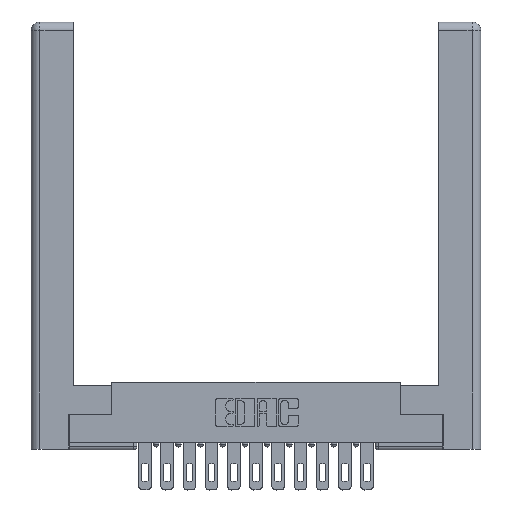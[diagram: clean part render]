
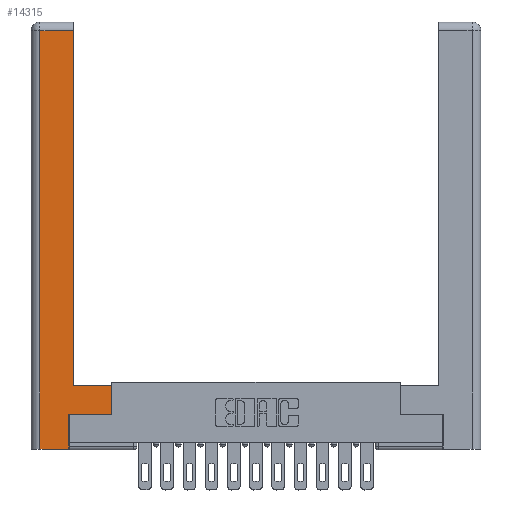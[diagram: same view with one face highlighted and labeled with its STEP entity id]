
A CAD part, top view. The second image highlights one B-rep face of the part: STEP entity #14315.
In plain terms, the highlighted planar face has unit normal (0, 0, 1).
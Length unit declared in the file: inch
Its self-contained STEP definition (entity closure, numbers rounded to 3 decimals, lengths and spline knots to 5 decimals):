
#818 = CARTESIAN_POINT ( 'NONE',  ( 0.295, 3., 0. ) ) ;
#1078 = ORIENTED_EDGE ( 'NONE', *, *, #11393, .T. ) ;
#1362 = CARTESIAN_POINT ( 'NONE',  ( 0.265, 0.245, 0. ) ) ;
#1491 = VERTEX_POINT ( 'NONE', #1362 ) ;
#1612 = DIRECTION ( 'NONE',  ( 1., 0., 0. ) ) ;
#2209 = EDGE_CURVE ( 'NONE', #9511, #15997, #14342, .T. ) ;
#2305 = EDGE_CURVE ( 'NONE', #15997, #11833, #4367, .T. ) ;
#2512 = CARTESIAN_POINT ( 'NONE',  ( 0.265, 0., 0. ) ) ;
#2566 = CARTESIAN_POINT ( 'NONE',  ( 0., 0., 0. ) ) ;
#3349 = CARTESIAN_POINT ( 'NONE',  ( 0.0615, 2.94, 0. ) ) ;
#3418 = LINE ( 'NONE', #15950, #11465 ) ;
#3630 = DIRECTION ( 'NONE',  ( 0., 1., 0. ) ) ;
#3721 = PLANE ( 'NONE',  #10031 ) ;
#3756 = VECTOR ( 'NONE', #13341, 39.37008 ) ;
#3820 = DIRECTION ( 'NONE',  ( -1., 0., 0. ) ) ;
#3958 = VECTOR ( 'NONE', #3630, 39.37008 ) ;
#4367 = LINE ( 'NONE', #15837, #3756 ) ;
#4938 = VECTOR ( 'NONE', #10789, 39.37008 ) ;
#5016 = CARTESIAN_POINT ( 'NONE',  ( 0.565, 0.245, 0. ) ) ;
#5295 = VECTOR ( 'NONE', #10035, 39.37008 ) ;
#6291 = EDGE_CURVE ( 'NONE', #10400, #1491, #10807, .T. ) ;
#6311 = LINE ( 'NONE', #2512, #9261 ) ;
#6492 = CARTESIAN_POINT ( 'NONE',  ( 0.565, 0.245, 0. ) ) ;
#6765 = CARTESIAN_POINT ( 'NONE',  ( 0.295, 0.45, 0. ) ) ;
#7999 = ORIENTED_EDGE ( 'NONE', *, *, #2209, .T. ) ;
#8424 = DIRECTION ( 'NONE',  ( -1., 0., 0. ) ) ;
#8546 = EDGE_CURVE ( 'NONE', #1491, #9511, #14652, .T. ) ;
#8775 = CARTESIAN_POINT ( 'NONE',  ( 0.265, 0.245, 0. ) ) ;
#8776 = VERTEX_POINT ( 'NONE', #3349 ) ;
#8879 = ORIENTED_EDGE ( 'NONE', *, *, #8546, .T. ) ;
#8992 = DIRECTION ( 'NONE',  ( 1., 0., 0. ) ) ;
#9221 = ORIENTED_EDGE ( 'NONE', *, *, #6291, .T. ) ;
#9243 = CARTESIAN_POINT ( 'NONE',  ( 0.265, 0., 0. ) ) ;
#9261 = VECTOR ( 'NONE', #8992, 39.37008 ) ;
#9472 = ORIENTED_EDGE ( 'NONE', *, *, #14283, .T. ) ;
#9511 = VERTEX_POINT ( 'NONE', #5016 ) ;
#9679 = VERTEX_POINT ( 'NONE', #15035 ) ;
#9908 = CARTESIAN_POINT ( 'NONE',  ( 0.295, 2.94, 0. ) ) ;
#10031 = AXIS2_PLACEMENT_3D ( 'NONE', #2566, #11340, #3820 ) ;
#10035 = DIRECTION ( 'NONE',  ( 0., 1., 0. ) ) ;
#10055 = VECTOR ( 'NONE', #12673, 39.37008 ) ;
#10400 = VERTEX_POINT ( 'NONE', #9243 ) ;
#10789 = DIRECTION ( 'NONE',  ( 0., 1., 0. ) ) ;
#10807 = LINE ( 'NONE', #8775, #5295 ) ;
#11340 = DIRECTION ( 'NONE',  ( 0., 0., -1. ) ) ;
#11393 = EDGE_CURVE ( 'NONE', #11546, #8776, #3418, .T. ) ;
#11465 = VECTOR ( 'NONE', #8424, 39.37008 ) ;
#11546 = VERTEX_POINT ( 'NONE', #9908 ) ;
#11833 = VERTEX_POINT ( 'NONE', #6765 ) ;
#12355 = FACE_OUTER_BOUND ( 'NONE', #14039, .T. ) ;
#12559 = CARTESIAN_POINT ( 'NONE',  ( 0.565, 0.45, 0. ) ) ;
#12579 = LINE ( 'NONE', #13808, #10055 ) ;
#12673 = DIRECTION ( 'NONE',  ( 0., -1., 0. ) ) ;
#13242 = ORIENTED_EDGE ( 'NONE', *, *, #2305, .T. ) ;
#13304 = EDGE_CURVE ( 'NONE', #11833, #11546, #14169, .T. ) ;
#13341 = DIRECTION ( 'NONE',  ( -1., 0., 0. ) ) ;
#13563 = EDGE_CURVE ( 'NONE', #8776, #9679, #12579, .T. ) ;
#13808 = CARTESIAN_POINT ( 'NONE',  ( 0.0615, 0., 0. ) ) ;
#14039 = EDGE_LOOP ( 'NONE', ( #14499, #1078, #14203, #9472, #9221, #8879, #7999, #13242 ) ) ;
#14054 = VECTOR ( 'NONE', #1612, 39.37008 ) ;
#14169 = LINE ( 'NONE', #818, #4938 ) ;
#14203 = ORIENTED_EDGE ( 'NONE', *, *, #13563, .T. ) ;
#14283 = EDGE_CURVE ( 'NONE', #9679, #10400, #6311, .T. ) ;
#14315 = ADVANCED_FACE ( 'NONE', ( #12355 ), #3721, .F. ) ;
#14342 = LINE ( 'NONE', #12559, #3958 ) ;
#14499 = ORIENTED_EDGE ( 'NONE', *, *, #13304, .T. ) ;
#14652 = LINE ( 'NONE', #6492, #14054 ) ;
#15035 = CARTESIAN_POINT ( 'NONE',  ( 0.0615, 0., 0. ) ) ;
#15810 = CARTESIAN_POINT ( 'NONE',  ( 0.565, 0.45, 0. ) ) ;
#15837 = CARTESIAN_POINT ( 'NONE',  ( 0.295, 0.45, 0. ) ) ;
#15950 = CARTESIAN_POINT ( 'NONE',  ( 0.0615, 2.94, 0. ) ) ;
#15997 = VERTEX_POINT ( 'NONE', #15810 ) ;
